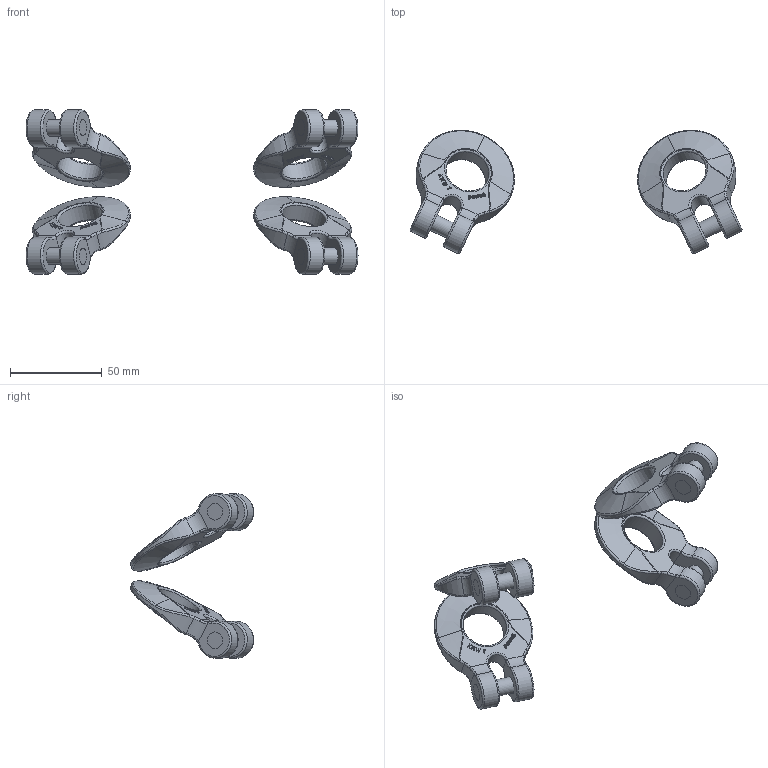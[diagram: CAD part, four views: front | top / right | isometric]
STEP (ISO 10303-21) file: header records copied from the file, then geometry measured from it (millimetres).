
FILE_DESCRIPTION(/* description */ (''),/* implementation_level */ '2;1');
FILE_NAME(/* name */ 'pewag_KAGW_4-7',/* time_stamp */ '2010-03-01T15:27:39+01:00',/* author */ (''),/* organization */ (''),/* preprocessor_version */ 'ST-DEVELOPER v9',/* originating_system */ 'UGS - NX 4.0',/* authorisation */ '');
FILE_SCHEMA (('AUTOMOTIVE_DESIGN { 1 0 10303 214 1 1 1 1 }'));
Length unit declared in the file: millimetre
Products named in the file (1): ritC3FEld4s
Bounding box: 180.6 x 67.04 x 89.39 mm (x, y, z)
Volume: 86933.2 mm3; surface area: 35358.2 mm2
Topology: 8 solids, 8 shells, 956 faces, 2492 edges, 1608 vertices
Faces by surface type: plane 368, extrusion 308, bspline 128, torus 96, cylinder 56
Full cylindrical faces by diameter (mm): 9 x12, 24 x4
Entity records: 35624 total; most frequent: CARTESIAN_POINT 14789, ORIENTED_EDGE 4920, DIRECTION 2962, EDGE_CURVE 2460, VERTEX_POINT 1600, B_SPLINE_CURVE_WITH_KNOTS 1500, VECTOR 1232, EDGE_LOOP 1060
